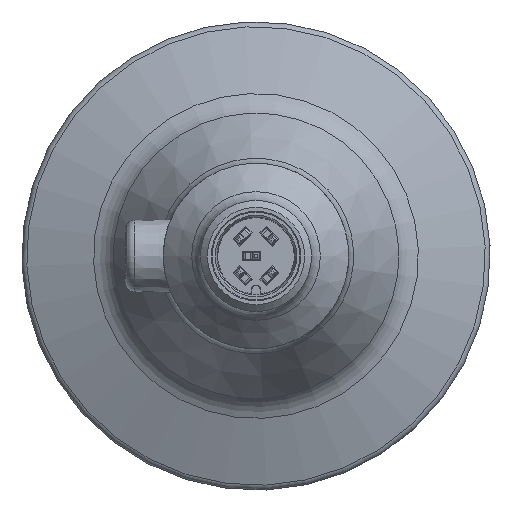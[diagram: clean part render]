
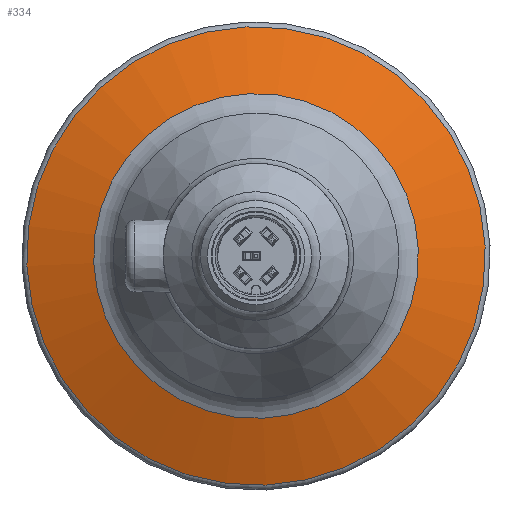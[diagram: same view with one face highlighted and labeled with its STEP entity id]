
A CAD part, left-side view. The second image highlights one B-rep face of the part: STEP entity #334.
In plain terms, the highlighted conical face has half-angle 70 degrees and reference radius 10 mm.
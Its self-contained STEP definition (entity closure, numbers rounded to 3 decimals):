
#334 = ADVANCED_FACE( '', ( #768, #769 ), #770, .T. );
#768 = FACE_BOUND( '', #1304, .T. );
#769 = FACE_OUTER_BOUND( '', #1305, .T. );
#770 = CONICAL_SURFACE( '', #1306, 10., 1.222 );
#1304 = EDGE_LOOP( '', ( #2221 ) );
#1305 = EDGE_LOOP( '', ( #2222 ) );
#1306 = AXIS2_PLACEMENT_3D( '', #2223, #2224, #2225 );
#2221 = ORIENTED_EDGE( '', *, *, #3239, .T. );
#2222 = ORIENTED_EDGE( '', *, *, #3332, .T. );
#2223 = CARTESIAN_POINT( '', ( -8.401, 0., 0. ) );
#2224 = DIRECTION( '', ( 1., 0., 0. ) );
#2225 = DIRECTION( '', ( 0., -0.383, -0.924 ) );
#3239 = EDGE_CURVE( '', #3936, #3936, #3937, .F. );
#3332 = EDGE_CURVE( '', #4071, #4071, #4072, .T. );
#3936 = VERTEX_POINT( '', #4860 );
#3937 = CIRCLE( '', #4861, 17.508 );
#4071 = VERTEX_POINT( '', #5104 );
#4072 = CIRCLE( '', #5105, 24.724 );
#4860 = CARTESIAN_POINT( '', ( -5.668, 6.7, 16.175 ) );
#4861 = AXIS2_PLACEMENT_3D( '', #5756, #5757, #5758 );
#5104 = CARTESIAN_POINT( '', ( -3.042, 9.461, 22.842 ) );
#5105 = AXIS2_PLACEMENT_3D( '', #5861, #5862, #5863 );
#5756 = CARTESIAN_POINT( '', ( -5.668, 0., 0. ) );
#5757 = DIRECTION( '', ( -1., 0., 0. ) );
#5758 = DIRECTION( '', ( 0., 0.383, 0.924 ) );
#5861 = CARTESIAN_POINT( '', ( -3.042, 0., 0. ) );
#5862 = DIRECTION( '', ( -1., 0., 0. ) );
#5863 = DIRECTION( '', ( 0., 0.383, 0.924 ) );
